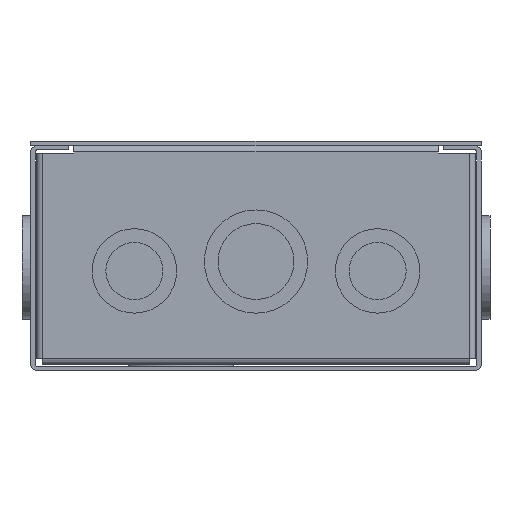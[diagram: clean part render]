
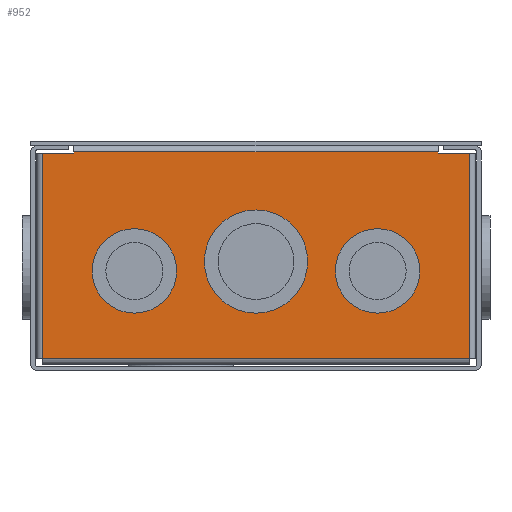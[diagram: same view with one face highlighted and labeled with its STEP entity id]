
A CAD part, front view. The second image highlights one B-rep face of the part: STEP entity #952.
In plain terms, the highlighted planar face has unit normal (0, -1, 0).
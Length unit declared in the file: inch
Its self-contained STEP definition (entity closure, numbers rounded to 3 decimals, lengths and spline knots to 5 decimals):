
#4 = DIRECTION ( 'NONE',  ( 0., -1., 0. ) ) ;
#65 = CARTESIAN_POINT ( 'NONE',  ( 0., -4., 1.455 ) ) ;
#282 = CIRCLE ( 'NONE', #1692, 0.6875 ) ;
#313 = ORIENTED_EDGE ( 'NONE', *, *, #1654, .F. ) ;
#570 = EDGE_CURVE ( 'NONE', #5700, #3242, #2755, .T. ) ;
#689 = CARTESIAN_POINT ( 'NONE',  ( -1.0575, -4., 1.33 ) ) ;
#719 = CARTESIAN_POINT ( 'NONE',  ( -2.844, -4., 0.166 ) ) ;
#741 = CARTESIAN_POINT ( 'NONE',  ( -2.844, -4., 3. ) ) ;
#951 = CARTESIAN_POINT ( 'NONE',  ( -2.1825, -4., 1.33 ) ) ;
#952 = ADVANCED_FACE ( 'NONE', ( #5850, #7315, #5902, #10714 ), #1622, .F. ) ;
#959 = VECTOR ( 'NONE', #3598, 39.37008 ) ;
#1085 = CARTESIAN_POINT ( 'NONE',  ( -2.429, -4., 2.9 ) ) ;
#1087 = VERTEX_POINT ( 'NONE', #5641 ) ;
#1118 = EDGE_CURVE ( 'NONE', #5629, #7467, #2673, .T. ) ;
#1250 = DIRECTION ( 'NONE',  ( 0., 0., 1. ) ) ;
#1332 = AXIS2_PLACEMENT_3D ( 'NONE', #65, #3448, #5332 ) ;
#1385 = DIRECTION ( 'NONE',  ( -1., 0., 0. ) ) ;
#1513 = EDGE_CURVE ( 'NONE', #8749, #8199, #8792, .T. ) ;
#1577 = EDGE_CURVE ( 'NONE', #10477, #1087, #6165, .T. ) ;
#1622 = PLANE ( 'NONE',  #8785 ) ;
#1654 = EDGE_CURVE ( 'NONE', #8158, #6147, #9326, .T. ) ;
#1692 = AXIS2_PLACEMENT_3D ( 'NONE', #7162, #10679, #6328 ) ;
#1699 = VECTOR ( 'NONE', #7376, 39.37008 ) ;
#1740 = ORIENTED_EDGE ( 'NONE', *, *, #6724, .F. ) ;
#1746 = EDGE_CURVE ( 'NONE', #8199, #8749, #282, .T. ) ;
#1787 = DIRECTION ( 'NONE',  ( 1., 0., 0. ) ) ;
#1890 = EDGE_CURVE ( 'NONE', #6200, #10657, #10401, .T. ) ;
#1913 = VECTOR ( 'NONE', #2026, 39.37008 ) ;
#1918 = VERTEX_POINT ( 'NONE', #719 ) ;
#2026 = DIRECTION ( 'NONE',  ( -1., 0., 0. ) ) ;
#2034 = VECTOR ( 'NONE', #1787, 39.37008 ) ;
#2160 = DIRECTION ( 'NONE',  ( 0., -1., 0. ) ) ;
#2437 = VECTOR ( 'NONE', #1250, 39.37008 ) ;
#2635 = CARTESIAN_POINT ( 'NONE',  ( 2.844, -4., 2.9 ) ) ;
#2654 = EDGE_CURVE ( 'NONE', #10657, #6200, #10944, .T. ) ;
#2671 = VECTOR ( 'NONE', #7714, 39.37008 ) ;
#2673 = LINE ( 'NONE', #8578, #2034 ) ;
#2735 = CARTESIAN_POINT ( 'NONE',  ( 2.429, -4., 2.914 ) ) ;
#2755 = LINE ( 'NONE', #9389, #959 ) ;
#2858 = EDGE_LOOP ( 'NONE', ( #9407, #7809, #6191, #3470, #8987, #8763, #1740, #5548 ) ) ;
#3050 = VERTEX_POINT ( 'NONE', #8170 ) ;
#3195 = EDGE_CURVE ( 'NONE', #1918, #5629, #6861, .T. ) ;
#3212 = DIRECTION ( 'NONE',  ( -1., 0., 0. ) ) ;
#3242 = VERTEX_POINT ( 'NONE', #2735 ) ;
#3289 = DIRECTION ( 'NONE',  ( 0., 1., 0. ) ) ;
#3398 = CARTESIAN_POINT ( 'NONE',  ( 2.1825, -4., 1.33 ) ) ;
#3425 = ORIENTED_EDGE ( 'NONE', *, *, #5592, .F. ) ;
#3448 = DIRECTION ( 'NONE',  ( 0., -1., 0. ) ) ;
#3470 = ORIENTED_EDGE ( 'NONE', *, *, #3195, .F. ) ;
#3598 = DIRECTION ( 'NONE',  ( 1., 0., 0. ) ) ;
#3989 = CARTESIAN_POINT ( 'NONE',  ( -2.844, -4., 0.166 ) ) ;
#4022 = CARTESIAN_POINT ( 'NONE',  ( -1.62, -4., 1.33 ) ) ;
#4138 = CARTESIAN_POINT ( 'NONE',  ( -2.429, -4., 2.9 ) ) ;
#4327 = CARTESIAN_POINT ( 'NONE',  ( 1.62, -4., 1.33 ) ) ;
#4394 = CARTESIAN_POINT ( 'NONE',  ( 2.844, -4., 3. ) ) ;
#4526 = AXIS2_PLACEMENT_3D ( 'NONE', #10621, #2160, #1385 ) ;
#4763 = EDGE_LOOP ( 'NONE', ( #5198, #6236 ) ) ;
#4861 = EDGE_LOOP ( 'NONE', ( #10034, #9278 ) ) ;
#4965 = DIRECTION ( 'NONE',  ( 0., -1., 0. ) ) ;
#5172 = DIRECTION ( 'NONE',  ( 0., 0., -1. ) ) ;
#5198 = ORIENTED_EDGE ( 'NONE', *, *, #1513, .F. ) ;
#5277 = AXIS2_PLACEMENT_3D ( 'NONE', #4327, #9608, #10444 ) ;
#5332 = DIRECTION ( 'NONE',  ( -1., 0., 0. ) ) ;
#5373 = CARTESIAN_POINT ( 'NONE',  ( -2.844, -4., 2.9 ) ) ;
#5433 = CARTESIAN_POINT ( 'NONE',  ( -2.429, -4., 2.914 ) ) ;
#5548 = ORIENTED_EDGE ( 'NONE', *, *, #10051, .F. ) ;
#5592 = EDGE_CURVE ( 'NONE', #6147, #8158, #7229, .T. ) ;
#5629 = VERTEX_POINT ( 'NONE', #5373 ) ;
#5641 = CARTESIAN_POINT ( 'NONE',  ( 2.844, -4., 0.166 ) ) ;
#5700 = VERTEX_POINT ( 'NONE', #5433 ) ;
#5768 = AXIS2_PLACEMENT_3D ( 'NONE', #7607, #4, #3212 ) ;
#5850 = FACE_OUTER_BOUND ( 'NONE', #2858, .T. ) ;
#5853 = DIRECTION ( 'NONE',  ( -1., 0., 0. ) ) ;
#5902 = FACE_BOUND ( 'NONE', #8431, .T. ) ;
#5930 = LINE ( 'NONE', #9330, #2671 ) ;
#6147 = VERTEX_POINT ( 'NONE', #3398 ) ;
#6165 = LINE ( 'NONE', #4394, #8971 ) ;
#6191 = ORIENTED_EDGE ( 'NONE', *, *, #1118, .F. ) ;
#6200 = VERTEX_POINT ( 'NONE', #951 ) ;
#6236 = ORIENTED_EDGE ( 'NONE', *, *, #1746, .F. ) ;
#6328 = DIRECTION ( 'NONE',  ( -1., 0., 0. ) ) ;
#6724 = EDGE_CURVE ( 'NONE', #3050, #10477, #8724, .T. ) ;
#6765 = CARTESIAN_POINT ( 'NONE',  ( 0.6875, -4., 1.455 ) ) ;
#6767 = CARTESIAN_POINT ( 'NONE',  ( -0.6875, -4., 1.455 ) ) ;
#6861 = LINE ( 'NONE', #3989, #1699 ) ;
#6902 = VECTOR ( 'NONE', #10342, 39.37008 ) ;
#7044 = CARTESIAN_POINT ( 'NONE',  ( 2.844, -4., 2.9 ) ) ;
#7162 = CARTESIAN_POINT ( 'NONE',  ( 0., -4., 1.455 ) ) ;
#7229 = CIRCLE ( 'NONE', #5277, 0.5625 ) ;
#7293 = EDGE_CURVE ( 'NONE', #1087, #1918, #9707, .T. ) ;
#7315 = FACE_BOUND ( 'NONE', #4763, .T. ) ;
#7376 = DIRECTION ( 'NONE',  ( 0., 0., 1. ) ) ;
#7467 = VERTEX_POINT ( 'NONE', #4138 ) ;
#7607 = CARTESIAN_POINT ( 'NONE',  ( -1.62, -4., 1.33 ) ) ;
#7714 = DIRECTION ( 'NONE',  ( 0., 0., -1. ) ) ;
#7809 = ORIENTED_EDGE ( 'NONE', *, *, #10591, .F. ) ;
#7982 = LINE ( 'NONE', #1085, #2437 ) ;
#8158 = VERTEX_POINT ( 'NONE', #9721 ) ;
#8170 = CARTESIAN_POINT ( 'NONE',  ( 2.429, -4., 2.9 ) ) ;
#8199 = VERTEX_POINT ( 'NONE', #6765 ) ;
#8431 = EDGE_LOOP ( 'NONE', ( #313, #3425 ) ) ;
#8578 = CARTESIAN_POINT ( 'NONE',  ( -2.844, -4., 2.9 ) ) ;
#8724 = LINE ( 'NONE', #7044, #6902 ) ;
#8749 = VERTEX_POINT ( 'NONE', #6767 ) ;
#8763 = ORIENTED_EDGE ( 'NONE', *, *, #1577, .F. ) ;
#8785 = AXIS2_PLACEMENT_3D ( 'NONE', #741, #3289, #9355 ) ;
#8792 = CIRCLE ( 'NONE', #1332, 0.6875 ) ;
#8971 = VECTOR ( 'NONE', #5172, 39.37008 ) ;
#8987 = ORIENTED_EDGE ( 'NONE', *, *, #7293, .F. ) ;
#9278 = ORIENTED_EDGE ( 'NONE', *, *, #2654, .F. ) ;
#9326 = CIRCLE ( 'NONE', #4526, 0.5625 ) ;
#9330 = CARTESIAN_POINT ( 'NONE',  ( 2.429, -4., 2.9 ) ) ;
#9355 = DIRECTION ( 'NONE',  ( -1., 0., 0. ) ) ;
#9389 = CARTESIAN_POINT ( 'NONE',  ( -2.844, -4., 2.914 ) ) ;
#9407 = ORIENTED_EDGE ( 'NONE', *, *, #570, .F. ) ;
#9608 = DIRECTION ( 'NONE',  ( 0., -1., 0. ) ) ;
#9707 = LINE ( 'NONE', #10489, #1913 ) ;
#9721 = CARTESIAN_POINT ( 'NONE',  ( 1.0575, -4., 1.33 ) ) ;
#10034 = ORIENTED_EDGE ( 'NONE', *, *, #1890, .F. ) ;
#10051 = EDGE_CURVE ( 'NONE', #3242, #3050, #5930, .T. ) ;
#10342 = DIRECTION ( 'NONE',  ( 1., 0., 0. ) ) ;
#10401 = CIRCLE ( 'NONE', #5768, 0.5625 ) ;
#10444 = DIRECTION ( 'NONE',  ( -1., 0., 0. ) ) ;
#10477 = VERTEX_POINT ( 'NONE', #2635 ) ;
#10489 = CARTESIAN_POINT ( 'NONE',  ( -2.844, -4., 0.166 ) ) ;
#10591 = EDGE_CURVE ( 'NONE', #7467, #5700, #7982, .T. ) ;
#10593 = AXIS2_PLACEMENT_3D ( 'NONE', #4022, #4965, #5853 ) ;
#10621 = CARTESIAN_POINT ( 'NONE',  ( 1.62, -4., 1.33 ) ) ;
#10657 = VERTEX_POINT ( 'NONE', #689 ) ;
#10679 = DIRECTION ( 'NONE',  ( 0., -1., 0. ) ) ;
#10714 = FACE_BOUND ( 'NONE', #4861, .T. ) ;
#10944 = CIRCLE ( 'NONE', #10593, 0.5625 ) ;
